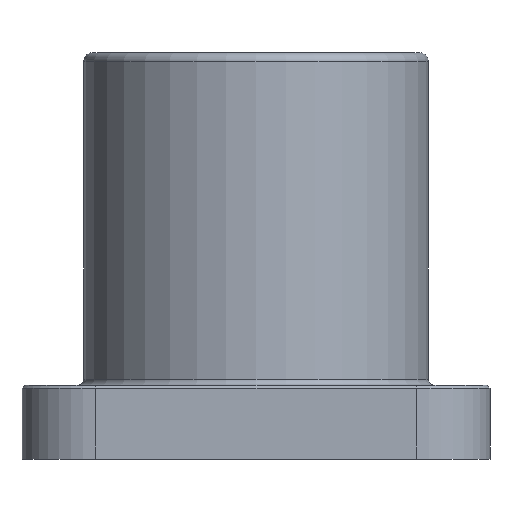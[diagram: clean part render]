
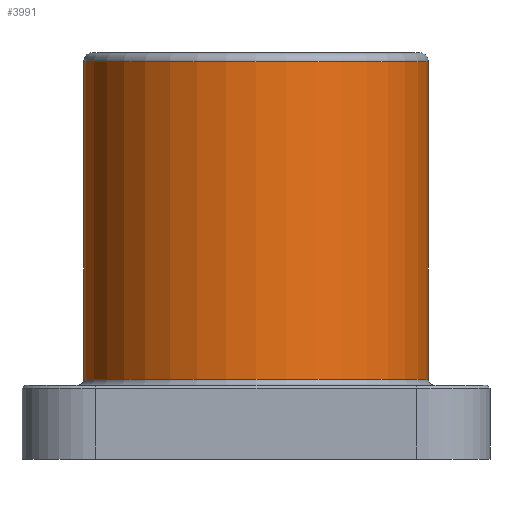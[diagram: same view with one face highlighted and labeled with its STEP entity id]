
A CAD part, left-side view. The second image highlights one B-rep face of the part: STEP entity #3991.
In plain terms, the highlighted cylindrical face has radius 22.225 mm (diameter 44.45 mm), a partial arc.
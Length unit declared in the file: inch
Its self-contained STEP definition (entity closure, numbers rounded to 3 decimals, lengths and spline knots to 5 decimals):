
#134 = ORIENTED_EDGE ( 'NONE', *, *, #1022, .T. ) ;
#276 = ORIENTED_EDGE ( 'NONE', *, *, #3651, .F. ) ;
#296 = ORIENTED_EDGE ( 'NONE', *, *, #2593, .T. ) ;
#318 = CARTESIAN_POINT ( 'NONE',  ( 0., -0.875, 2.017 ) ) ;
#395 = AXIS2_PLACEMENT_3D ( 'NONE', #1063, #3798, #738 ) ;
#450 = CIRCLE ( 'NONE', #4223, 0.875 ) ;
#673 = DIRECTION ( 'NONE',  ( 0., -1., 0. ) ) ;
#734 = CYLINDRICAL_SURFACE ( 'NONE', #3786, 0.875 ) ;
#738 = DIRECTION ( 'NONE',  ( 0., -1., 0. ) ) ;
#956 = VERTEX_POINT ( 'NONE', #4449 ) ;
#1018 = LINE ( 'NONE', #4519, #3808 ) ;
#1022 = EDGE_CURVE ( 'NONE', #2753, #956, #1018, .T. ) ;
#1042 = DIRECTION ( 'NONE',  ( 0., 0., -1. ) ) ;
#1063 = CARTESIAN_POINT ( 'NONE',  ( 0., 0., 2.017 ) ) ;
#1074 = DIRECTION ( 'NONE',  ( 0., 0., 1. ) ) ;
#1116 = CARTESIAN_POINT ( 'NONE',  ( 0., 0., -0.03 ) ) ;
#1176 = EDGE_CURVE ( 'NONE', #956, #3965, #450, .T. ) ;
#1470 = CIRCLE ( 'NONE', #395, 0.875 ) ;
#1718 = LINE ( 'NONE', #4411, #3942 ) ;
#2307 = DIRECTION ( 'NONE',  ( 0., 1., 0. ) ) ;
#2593 = EDGE_CURVE ( 'NONE', #3592, #2753, #1470, .T. ) ;
#2604 = DIRECTION ( 'NONE',  ( 0., 0., -1. ) ) ;
#2753 = VERTEX_POINT ( 'NONE', #4301 ) ;
#2925 = DIRECTION ( 'NONE',  ( 0., 0., -1. ) ) ;
#3076 = CARTESIAN_POINT ( 'NONE',  ( 0., -0.875, 0.406 ) ) ;
#3086 = CARTESIAN_POINT ( 'NONE',  ( 0., 0., 0.406 ) ) ;
#3116 = ORIENTED_EDGE ( 'NONE', *, *, #1176, .T. ) ;
#3592 = VERTEX_POINT ( 'NONE', #318 ) ;
#3651 = EDGE_CURVE ( 'NONE', #3592, #3965, #1718, .T. ) ;
#3786 = AXIS2_PLACEMENT_3D ( 'NONE', #1116, #2604, #2307 ) ;
#3798 = DIRECTION ( 'NONE',  ( 0., 0., -1. ) ) ;
#3808 = VECTOR ( 'NONE', #1042, 39.37008 ) ;
#3935 = EDGE_LOOP ( 'NONE', ( #276, #296, #134, #3116 ) ) ;
#3942 = VECTOR ( 'NONE', #2925, 39.37008 ) ;
#3965 = VERTEX_POINT ( 'NONE', #3076 ) ;
#3991 = ADVANCED_FACE ( 'NONE', ( #4607 ), #734, .T. ) ;
#4223 = AXIS2_PLACEMENT_3D ( 'NONE', #3086, #1074, #673 ) ;
#4301 = CARTESIAN_POINT ( 'NONE',  ( 0., 0.875, 2.017 ) ) ;
#4411 = CARTESIAN_POINT ( 'NONE',  ( 0., -0.875, -0.03 ) ) ;
#4449 = CARTESIAN_POINT ( 'NONE',  ( 0., 0.875, 0.406 ) ) ;
#4519 = CARTESIAN_POINT ( 'NONE',  ( 0., 0.875, -0.03 ) ) ;
#4607 = FACE_OUTER_BOUND ( 'NONE', #3935, .T. ) ;
